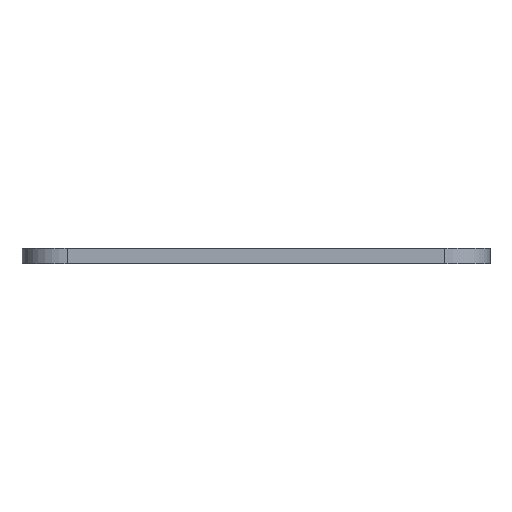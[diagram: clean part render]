
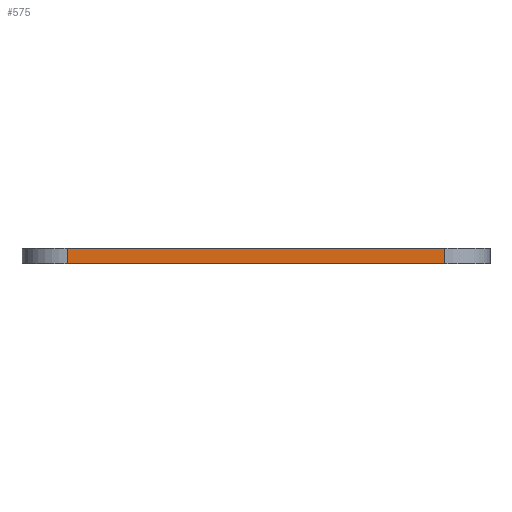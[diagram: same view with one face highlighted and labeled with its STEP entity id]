
A CAD part, front view. The second image highlights one B-rep face of the part: STEP entity #575.
In plain terms, the highlighted planar face has unit normal (0, -1, 0).
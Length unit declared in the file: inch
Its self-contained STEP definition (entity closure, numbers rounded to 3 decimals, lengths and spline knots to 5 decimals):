
#16 = CARTESIAN_POINT ( 'NONE',  ( -1.9375, -1.9375, 0.125 ) ) ;
#28 = ORIENTED_EDGE ( 'NONE', *, *, #702, .F. ) ;
#64 = DIRECTION ( 'NONE',  ( -1., 0., 0. ) ) ;
#89 = DIRECTION ( 'NONE',  ( 0., 1., 0. ) ) ;
#103 = VECTOR ( 'NONE', #64, 39.37008 ) ;
#119 = CARTESIAN_POINT ( 'NONE',  ( 1.5625, -1.9375, 0. ) ) ;
#122 = CARTESIAN_POINT ( 'NONE',  ( -1.9375, -1.9375, 0. ) ) ;
#138 = LINE ( 'NONE', #16, #685 ) ;
#154 = VERTEX_POINT ( 'NONE', #119 ) ;
#194 = PLANE ( 'NONE',  #637 ) ;
#204 = CARTESIAN_POINT ( 'NONE',  ( -1.9375, -1.9375, 0.125 ) ) ;
#207 = VERTEX_POINT ( 'NONE', #238 ) ;
#223 = VERTEX_POINT ( 'NONE', #497 ) ;
#230 = DIRECTION ( 'NONE',  ( 0., 0., 1. ) ) ;
#238 = CARTESIAN_POINT ( 'NONE',  ( -1.5625, -1.9375, 0. ) ) ;
#340 = DIRECTION ( 'NONE',  ( -1., 0., 0. ) ) ;
#345 = EDGE_CURVE ( 'NONE', #154, #207, #690, .T. ) ;
#399 = VERTEX_POINT ( 'NONE', #759 ) ;
#449 = EDGE_CURVE ( 'NONE', #207, #399, #735, .T. ) ;
#458 = ORIENTED_EDGE ( 'NONE', *, *, #609, .F. ) ;
#497 = CARTESIAN_POINT ( 'NONE',  ( 1.5625, -1.9375, 0.125 ) ) ;
#526 = LINE ( 'NONE', #588, #629 ) ;
#558 = CARTESIAN_POINT ( 'NONE',  ( -1.5625, -1.9375, 0.125 ) ) ;
#575 = ADVANCED_FACE ( 'NONE', ( #579 ), #194, .F. ) ;
#579 = FACE_OUTER_BOUND ( 'NONE', #779, .T. ) ;
#588 = CARTESIAN_POINT ( 'NONE',  ( 1.5625, -1.9375, 0.125 ) ) ;
#609 = EDGE_CURVE ( 'NONE', #399, #223, #138, .T. ) ;
#629 = VECTOR ( 'NONE', #792, 39.37008 ) ;
#637 = AXIS2_PLACEMENT_3D ( 'NONE', #204, #89, #340 ) ;
#646 = ORIENTED_EDGE ( 'NONE', *, *, #345, .F. ) ;
#667 = DIRECTION ( 'NONE',  ( 1., 0., 0. ) ) ;
#685 = VECTOR ( 'NONE', #667, 39.37008 ) ;
#690 = LINE ( 'NONE', #122, #103 ) ;
#702 = EDGE_CURVE ( 'NONE', #223, #154, #526, .T. ) ;
#706 = ORIENTED_EDGE ( 'NONE', *, *, #449, .F. ) ;
#735 = LINE ( 'NONE', #558, #766 ) ;
#759 = CARTESIAN_POINT ( 'NONE',  ( -1.5625, -1.9375, 0.125 ) ) ;
#766 = VECTOR ( 'NONE', #230, 39.37008 ) ;
#779 = EDGE_LOOP ( 'NONE', ( #28, #458, #706, #646 ) ) ;
#792 = DIRECTION ( 'NONE',  ( 0., 0., -1. ) ) ;
